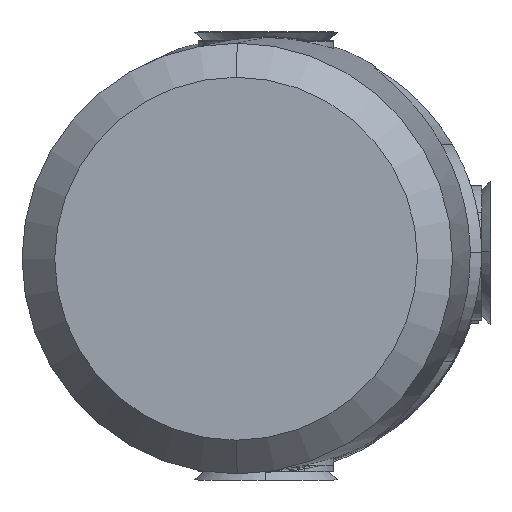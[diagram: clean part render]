
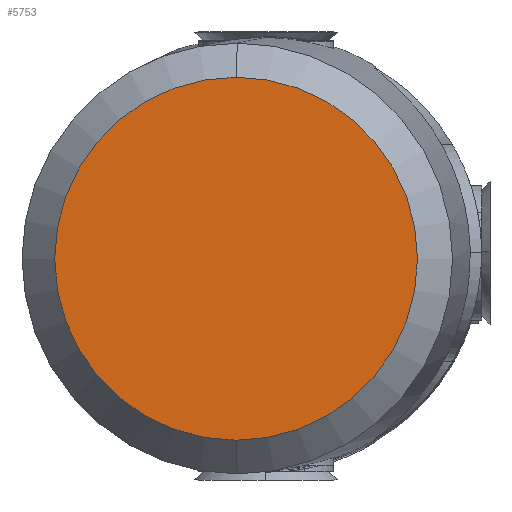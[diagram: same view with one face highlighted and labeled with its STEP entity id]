
A CAD part, top view. The second image highlights one B-rep face of the part: STEP entity #5753.
In plain terms, the highlighted face is planar.
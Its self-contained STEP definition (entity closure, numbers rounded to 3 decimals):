
#1920=CARTESIAN_POINT('',(0.,0.,0.));
#1921=DIRECTION('',(0.,0.,1.));
#1922=DIRECTION('',(-1.,0.,0.));
#1923=AXIS2_PLACEMENT_3D('',#1920,#1921,#1922);
#1925=CARTESIAN_POINT('',(0.,0.,0.));
#1926=DIRECTION('',(0.,0.,1.));
#1927=DIRECTION('',(1.,0.,0.));
#1928=AXIS2_PLACEMENT_3D('',#1925,#1926,#1927);
#5658=CARTESIAN_POINT('',(5.35,0.,0.));
#5659=CARTESIAN_POINT('',(-5.35,0.,0.));
#5660=VERTEX_POINT('',#5658);
#5661=VERTEX_POINT('',#5659);
#5743=CARTESIAN_POINT('',(0.,0.,0.));
#5744=DIRECTION('',(0.,0.,1.));
#5745=DIRECTION('',(1.,0.,0.));
#5746=AXIS2_PLACEMENT_3D('',#5743,#5744,#5745);
#5747=PLANE('',#5746);
#5749=ORIENTED_EDGE('',*,*,#5748,.T.);
#5750=ORIENTED_EDGE('',*,*,#5732,.T.);
#5751=EDGE_LOOP('',(#5749,#5750));
#5752=FACE_OUTER_BOUND('',#5751,.F.);
#5753=ADVANCED_FACE('',(#5752),#5747,.F.);
#1924=CIRCLE('',#1923,5.35);
#1929=CIRCLE('',#1928,5.35);
#5732=EDGE_CURVE('',#5660,#5661,#1929,.T.);
#5748=EDGE_CURVE('',#5661,#5660,#1924,.T.);
